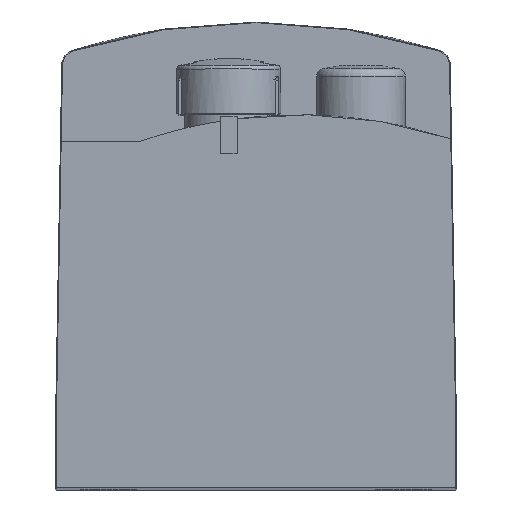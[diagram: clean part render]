
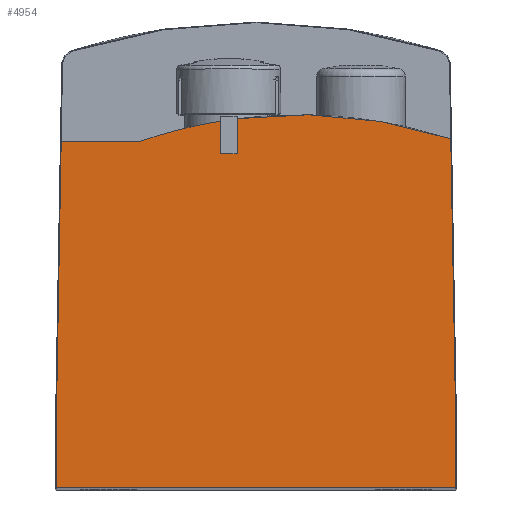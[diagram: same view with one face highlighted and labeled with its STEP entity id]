
A CAD part, top view. The second image highlights one B-rep face of the part: STEP entity #4954.
In plain terms, the highlighted planar face has unit normal (0, 0, 1).
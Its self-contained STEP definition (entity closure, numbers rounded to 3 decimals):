
#107=PLANE('',#5177);
#267=LINE('',#6627,#602);
#280=LINE('',#6698,#615);
#281=LINE('',#6700,#616);
#282=LINE('',#6701,#617);
#283=LINE('',#6703,#618);
#284=LINE('',#6705,#619);
#285=LINE('',#6707,#620);
#286=LINE('',#6710,#621);
#287=LINE('',#6712,#622);
#602=VECTOR('',#5566,1000.);
#615=VECTOR('',#5589,1000.);
#616=VECTOR('',#5590,1000.);
#617=VECTOR('',#5591,1000.);
#618=VECTOR('',#5592,1000.);
#619=VECTOR('',#5593,1000.);
#620=VECTOR('',#5594,1000.);
#621=VECTOR('',#5597,1000.);
#622=VECTOR('',#5598,1000.);
#965=ORIENTED_EDGE('',*,*,#2030,.F.);
#966=ORIENTED_EDGE('',*,*,#2029,.T.);
#967=ORIENTED_EDGE('',*,*,#2031,.T.);
#968=ORIENTED_EDGE('',*,*,#2011,.T.);
#969=ORIENTED_EDGE('',*,*,#2032,.T.);
#970=ORIENTED_EDGE('',*,*,#2033,.T.);
#971=ORIENTED_EDGE('',*,*,#2034,.T.);
#972=ORIENTED_EDGE('',*,*,#2035,.T.);
#973=ORIENTED_EDGE('',*,*,#2036,.T.);
#974=ORIENTED_EDGE('',*,*,#2025,.T.);
#975=ORIENTED_EDGE('',*,*,#2037,.F.);
#976=ORIENTED_EDGE('',*,*,#2038,.F.);
#2011=EDGE_CURVE('',#2539,#2543,#267,.T.);
#2025=EDGE_CURVE('',#2558,#2557,#2873,.F.);
#2029=EDGE_CURVE('',#2555,#2561,#2875,.F.);
#2030=EDGE_CURVE('',#2555,#2562,#280,.T.);
#2031=EDGE_CURVE('',#2561,#2539,#281,.T.);
#2032=EDGE_CURVE('',#2543,#2563,#282,.T.);
#2033=EDGE_CURVE('',#2563,#2564,#283,.T.);
#2034=EDGE_CURVE('',#2564,#2565,#284,.T.);
#2035=EDGE_CURVE('',#2565,#2566,#285,.T.);
#2036=EDGE_CURVE('',#2566,#2558,#2876,.F.);
#2037=EDGE_CURVE('',#2567,#2557,#286,.T.);
#2038=EDGE_CURVE('',#2562,#2567,#287,.T.);
#2539=VERTEX_POINT('',#6618);
#2543=VERTEX_POINT('',#6626);
#2555=VERTEX_POINT('',#6677);
#2557=VERTEX_POINT('',#6687);
#2558=VERTEX_POINT('',#6689);
#2561=VERTEX_POINT('',#6695);
#2562=VERTEX_POINT('',#6699);
#2563=VERTEX_POINT('',#6702);
#2564=VERTEX_POINT('',#6704);
#2565=VERTEX_POINT('',#6706);
#2566=VERTEX_POINT('',#6708);
#2567=VERTEX_POINT('',#6711);
#2873=CIRCLE('',#5174,63.);
#2875=CIRCLE('',#5176,63.);
#2876=CIRCLE('',#5178,0.2);
#3024=EDGE_LOOP('',(#965,#966,#967,#968,#969,#970,#971,#972,#973,#974,#975,
#976));
#3264=FACE_BOUND('',#3024,.T.);
#4954=ADVANCED_FACE('',(#3264),#107,.F.);
#5174=AXIS2_PLACEMENT_3D('',#6688,#5579,#5580);
#5176=AXIS2_PLACEMENT_3D('',#6696,#5585,#5586);
#5177=AXIS2_PLACEMENT_3D('',#6697,#5587,#5588);
#5178=AXIS2_PLACEMENT_3D('',#6709,#5595,#5596);
#5566=DIRECTION('',(-0.017,-1.,0.));
#5579=DIRECTION('',(0.,0.,-1.));
#5580=DIRECTION('',(-1.,0.,0.));
#5585=DIRECTION('',(0.,0.,-1.));
#5586=DIRECTION('',(-1.,0.,0.));
#5587=DIRECTION('',(0.,0.,-1.));
#5588=DIRECTION('',(-1.,0.,0.));
#5589=DIRECTION('',(0.,-1.,0.));
#5590=DIRECTION('',(-1.,0.,0.));
#5591=DIRECTION('',(0.,-1.,0.));
#5592=DIRECTION('',(1.,0.,0.));
#5593=DIRECTION('',(0.,1.,0.));
#5594=DIRECTION('',(-0.017,1.,0.));
#5595=DIRECTION('',(0.,0.,-1.));
#5596=DIRECTION('',(-1.,0.,0.));
#5597=DIRECTION('',(0.,1.,0.));
#5598=DIRECTION('',(1.,0.,0.));
#6618=CARTESIAN_POINT('',(-25.062,44.57,100.9));
#6626=CARTESIAN_POINT('',(-25.7,8.,100.9));
#6627=CARTESIAN_POINT('',(-24.793,59.982,100.9));
#6677=CARTESIAN_POINT('',(-4.575,47.181,100.9));
#6687=CARTESIAN_POINT('',(-2.425,47.493,100.9));
#6688=CARTESIAN_POINT('',(5.55,-15.,100.9));
#6689=CARTESIAN_POINT('',(24.94,44.942,100.9));
#6695=CARTESIAN_POINT('',(-14.954,44.57,100.9));
#6696=CARTESIAN_POINT('',(5.55,-15.,100.9));
#6697=CARTESIAN_POINT('',(-25.8,60.,100.9));
#6698=CARTESIAN_POINT('',(-4.575,60.,100.9));
#6699=CARTESIAN_POINT('',(-4.575,43.,100.9));
#6700=CARTESIAN_POINT('',(-25.8,44.57,100.9));
#6701=CARTESIAN_POINT('',(-25.7,60.,100.9));
#6702=CARTESIAN_POINT('',(-25.7,0.,100.9));
#6703=CARTESIAN_POINT('',(-25.8,0.,100.9));
#6704=CARTESIAN_POINT('',(25.7,0.,100.9));
#6705=CARTESIAN_POINT('',(25.7,60.,100.9));
#6706=CARTESIAN_POINT('',(25.7,8.,100.9));
#6707=CARTESIAN_POINT('',(24.777,60.883,100.9));
#6708=CARTESIAN_POINT('',(25.057,44.842,100.9));
#6709=CARTESIAN_POINT('',(24.878,44.752,100.9));
#6710=CARTESIAN_POINT('',(-2.425,60.,100.9));
#6711=CARTESIAN_POINT('',(-2.425,43.,100.9));
#6712=CARTESIAN_POINT('',(-25.8,43.,100.9));
